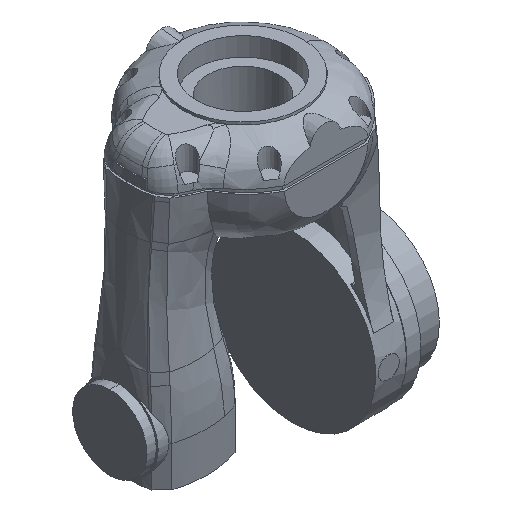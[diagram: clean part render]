
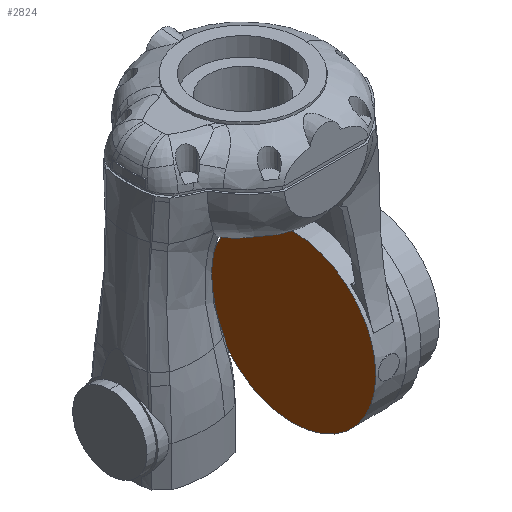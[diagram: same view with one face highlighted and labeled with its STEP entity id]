
A CAD part, isometric view. The second image highlights one B-rep face of the part: STEP entity #2824.
In plain terms, the highlighted planar face has unit normal (-1, 0, 0).
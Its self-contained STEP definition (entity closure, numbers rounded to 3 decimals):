
#179 = CARTESIAN_POINT ( 'NONE',  ( -59.5, 0., 0. ) ) ;
#570 = CIRCLE ( 'NONE', #13117, 67. ) ;
#598 = CARTESIAN_POINT ( 'NONE',  ( -59.5, 0., 0. ) ) ;
#1983 = DIRECTION ( 'NONE',  ( -1., 0., 0. ) ) ;
#2824 = ADVANCED_FACE ( 'NONE', ( #4706 ), #13595, .T. ) ;
#3045 = DIRECTION ( 'NONE',  ( -1., 0., 0. ) ) ;
#3305 = EDGE_CURVE ( 'NONE', #6486, #12714, #9409, .T. ) ;
#3383 = DIRECTION ( 'NONE',  ( 0., 0., 1. ) ) ;
#3518 = DIRECTION ( 'NONE',  ( -1., 0., 0. ) ) ;
#4388 = EDGE_CURVE ( 'NONE', #12714, #6486, #570, .T. ) ;
#4706 = FACE_OUTER_BOUND ( 'NONE', #14618, .T. ) ;
#4865 = CARTESIAN_POINT ( 'NONE',  ( -59.5, 0., -67. ) ) ;
#6102 = AXIS2_PLACEMENT_3D ( 'NONE', #8610, #1983, #14306 ) ;
#6486 = VERTEX_POINT ( 'NONE', #4865 ) ;
#6771 = CARTESIAN_POINT ( 'NONE',  ( -59.5, 0., 67. ) ) ;
#7590 = ORIENTED_EDGE ( 'NONE', *, *, #3305, .T. ) ;
#8610 = CARTESIAN_POINT ( 'NONE',  ( -59.5, 0., 0. ) ) ;
#8956 = AXIS2_PLACEMENT_3D ( 'NONE', #179, #3518, #3383 ) ;
#9409 = CIRCLE ( 'NONE', #6102, 67. ) ;
#12714 = VERTEX_POINT ( 'NONE', #6771 ) ;
#13048 = DIRECTION ( 'NONE',  ( 0., 0., 1. ) ) ;
#13117 = AXIS2_PLACEMENT_3D ( 'NONE', #598, #3045, #13048 ) ;
#13242 = ORIENTED_EDGE ( 'NONE', *, *, #4388, .T. ) ;
#13595 = PLANE ( 'NONE',  #8956 ) ;
#14306 = DIRECTION ( 'NONE',  ( 0., 0., 1. ) ) ;
#14618 = EDGE_LOOP ( 'NONE', ( #13242, #7590 ) ) ;
